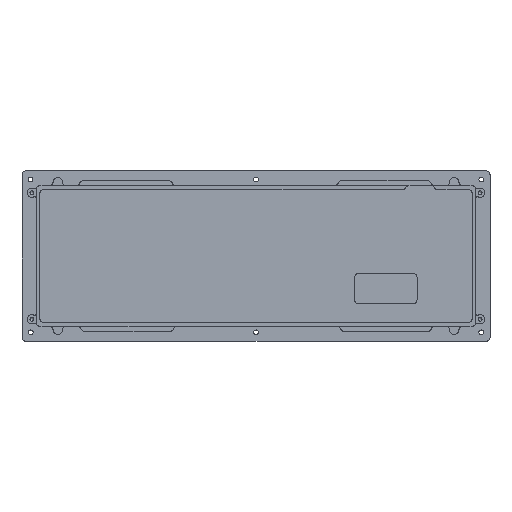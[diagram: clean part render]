
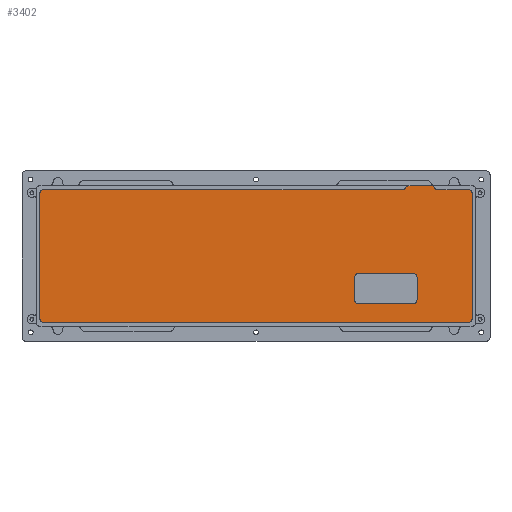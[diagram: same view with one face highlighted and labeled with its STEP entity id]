
A CAD part, top view. The second image highlights one B-rep face of the part: STEP entity #3402.
In plain terms, the highlighted planar face has unit normal (0, 0, 1).
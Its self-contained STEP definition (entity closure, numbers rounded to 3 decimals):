
#43=FACE_BOUND('',#593,.T.);
#374=FACE_OUTER_BOUND('',#592,.T.);
#592=EDGE_LOOP('',(#2810,#2811,#2812,#2813,#2814,#2815,#2816,#2817,#2818,
#2819,#2820,#2821,#2822,#2823));
#593=EDGE_LOOP('',(#2824,#2825,#2826,#2827,#2828,#2829,#2830,#2831));
#717=CIRCLE('',#3567,2.);
#718=CIRCLE('',#3570,2.);
#737=CIRCLE('',#3603,2.);
#739=CIRCLE('',#3607,2.);
#741=CIRCLE('',#3611,2.);
#743=CIRCLE('',#3615,2.);
#817=CIRCLE('',#3712,2.);
#819=CIRCLE('',#3715,2.);
#820=CIRCLE('',#3716,2.);
#821=CIRCLE('',#3717,2.);
#822=CIRCLE('',#3718,2.);
#823=CIRCLE('',#3719,2.);
#933=LINE('',#6311,#1172);
#937=LINE('',#6320,#1176);
#960=LINE('',#6439,#1199);
#964=LINE('',#6451,#1203);
#968=LINE('',#6463,#1207);
#972=LINE('',#6475,#1211);
#1030=LINE('',#6720,#1269);
#1048=LINE('',#6767,#1287);
#1049=LINE('',#6776,#1288);
#1050=LINE('',#6778,#1289);
#1172=VECTOR('',#4030,10.);
#1176=VECTOR('',#4040,10.);
#1199=VECTOR('',#4137,10.);
#1203=VECTOR('',#4149,10.);
#1207=VECTOR('',#4161,10.);
#1211=VECTOR('',#4173,10.);
#1269=VECTOR('',#4397,10.);
#1287=VECTOR('',#4443,10.);
#1288=VECTOR('',#4452,10.);
#1289=VECTOR('',#4455,10.);
#1461=VERTEX_POINT('',#6308);
#1462=VERTEX_POINT('',#6310);
#1463=VERTEX_POINT('',#6314);
#1464=VERTEX_POINT('',#6318);
#1465=VERTEX_POINT('',#6322);
#1495=VERTEX_POINT('',#6429);
#1496=VERTEX_POINT('',#6430);
#1499=VERTEX_POINT('',#6438);
#1501=VERTEX_POINT('',#6444);
#1503=VERTEX_POINT('',#6450);
#1505=VERTEX_POINT('',#6456);
#1507=VERTEX_POINT('',#6462);
#1509=VERTEX_POINT('',#6468);
#1511=VERTEX_POINT('',#6474);
#1614=VERTEX_POINT('',#6717);
#1615=VERTEX_POINT('',#6719);
#1628=VERTEX_POINT('',#6760);
#1630=VERTEX_POINT('',#6766);
#1631=VERTEX_POINT('',#6769);
#1632=VERTEX_POINT('',#6772);
#1633=VERTEX_POINT('',#6773);
#1634=VERTEX_POINT('',#6775);
#1849=EDGE_CURVE('',#1461,#1462,#933,.T.);
#1852=EDGE_CURVE('',#1463,#1461,#717,.T.);
#1854=EDGE_CURVE('',#1464,#1463,#937,.T.);
#1856=EDGE_CURVE('',#1465,#1464,#718,.T.);
#1898=EDGE_CURVE('',#1495,#1496,#737,.T.);
#1902=EDGE_CURVE('',#1495,#1499,#960,.T.);
#1905=EDGE_CURVE('',#1501,#1499,#739,.T.);
#1908=EDGE_CURVE('',#1501,#1503,#964,.T.);
#1911=EDGE_CURVE('',#1505,#1503,#741,.T.);
#1914=EDGE_CURVE('',#1505,#1507,#968,.T.);
#1917=EDGE_CURVE('',#1509,#1507,#743,.T.);
#1920=EDGE_CURVE('',#1509,#1511,#972,.T.);
#2044=EDGE_CURVE('',#1614,#1615,#1030,.T.);
#2067=EDGE_CURVE('',#1628,#1615,#817,.T.);
#2070=EDGE_CURVE('',#1630,#1496,#1048,.T.);
#2071=EDGE_CURVE('',#1628,#1630,#819,.F.);
#2072=EDGE_CURVE('',#1614,#1631,#820,.T.);
#2073=EDGE_CURVE('',#1511,#1631,#821,.F.);
#2074=EDGE_CURVE('',#1632,#1633,#822,.T.);
#2075=EDGE_CURVE('',#1634,#1632,#1049,.T.);
#2076=EDGE_CURVE('',#1462,#1634,#823,.T.);
#2077=EDGE_CURVE('',#1633,#1465,#1050,.T.);
#2810=ORIENTED_EDGE('',*,*,#1898,.T.);
#2811=ORIENTED_EDGE('',*,*,#2070,.F.);
#2812=ORIENTED_EDGE('',*,*,#2071,.F.);
#2813=ORIENTED_EDGE('',*,*,#2067,.T.);
#2814=ORIENTED_EDGE('',*,*,#2044,.F.);
#2815=ORIENTED_EDGE('',*,*,#2072,.T.);
#2816=ORIENTED_EDGE('',*,*,#2073,.F.);
#2817=ORIENTED_EDGE('',*,*,#1920,.F.);
#2818=ORIENTED_EDGE('',*,*,#1917,.T.);
#2819=ORIENTED_EDGE('',*,*,#1914,.F.);
#2820=ORIENTED_EDGE('',*,*,#1911,.T.);
#2821=ORIENTED_EDGE('',*,*,#1908,.F.);
#2822=ORIENTED_EDGE('',*,*,#1905,.T.);
#2823=ORIENTED_EDGE('',*,*,#1902,.F.);
#2824=ORIENTED_EDGE('',*,*,#2074,.F.);
#2825=ORIENTED_EDGE('',*,*,#2075,.F.);
#2826=ORIENTED_EDGE('',*,*,#2076,.F.);
#2827=ORIENTED_EDGE('',*,*,#1849,.F.);
#2828=ORIENTED_EDGE('',*,*,#1852,.F.);
#2829=ORIENTED_EDGE('',*,*,#1854,.F.);
#2830=ORIENTED_EDGE('',*,*,#1856,.F.);
#2831=ORIENTED_EDGE('',*,*,#2077,.F.);
#3265=PLANE('',#3714);
#3402=ADVANCED_FACE('',(#374,#43),#3265,.T.);
#3567=AXIS2_PLACEMENT_3D('',#6316,#4035,#4036);
#3570=AXIS2_PLACEMENT_3D('',#6324,#4044,#4045);
#3603=AXIS2_PLACEMENT_3D('',#6431,#4129,#4130);
#3607=AXIS2_PLACEMENT_3D('',#6445,#4142,#4143);
#3611=AXIS2_PLACEMENT_3D('',#6457,#4154,#4155);
#3615=AXIS2_PLACEMENT_3D('',#6469,#4166,#4167);
#3712=AXIS2_PLACEMENT_3D('',#6761,#4436,#4437);
#3714=AXIS2_PLACEMENT_3D('',#6765,#4441,#4442);
#3715=AXIS2_PLACEMENT_3D('',#6768,#4444,#4445);
#3716=AXIS2_PLACEMENT_3D('',#6770,#4446,#4447);
#3717=AXIS2_PLACEMENT_3D('',#6771,#4448,#4449);
#3718=AXIS2_PLACEMENT_3D('',#6774,#4450,#4451);
#3719=AXIS2_PLACEMENT_3D('',#6777,#4453,#4454);
#4030=DIRECTION('',(0.,1.,0.));
#4035=DIRECTION('center_axis',(0.,0.,1.));
#4036=DIRECTION('ref_axis',(0.707,-0.707,0.));
#4040=DIRECTION('',(1.,0.,0.));
#4044=DIRECTION('center_axis',(0.,0.,1.));
#4045=DIRECTION('ref_axis',(-0.707,-0.707,0.));
#4129=DIRECTION('center_axis',(0.,0.,1.));
#4130=DIRECTION('ref_axis',(0.707,0.707,0.));
#4137=DIRECTION('',(0.,-1.,0.));
#4142=DIRECTION('center_axis',(0.,0.,1.));
#4143=DIRECTION('ref_axis',(0.707,-0.707,0.));
#4149=DIRECTION('',(-1.,0.,0.));
#4154=DIRECTION('center_axis',(0.,0.,1.));
#4155=DIRECTION('ref_axis',(-0.707,-0.707,0.));
#4161=DIRECTION('',(0.,1.,0.));
#4166=DIRECTION('center_axis',(0.,0.,1.));
#4167=DIRECTION('ref_axis',(-0.707,0.707,0.));
#4173=DIRECTION('',(1.,0.,0.));
#4397=DIRECTION('',(1.,0.,0.));
#4436=DIRECTION('center_axis',(0.,0.,1.));
#4437=DIRECTION('ref_axis',(0.53,0.848,0.));
#4441=DIRECTION('center_axis',(0.,0.,1.));
#4442=DIRECTION('ref_axis',(-1.,0.,0.));
#4443=DIRECTION('',(1.,0.,0.));
#4444=DIRECTION('center_axis',(0.,0.,-1.));
#4445=DIRECTION('ref_axis',(-0.5,-0.866,0.));
#4446=DIRECTION('center_axis',(0.,0.,1.));
#4447=DIRECTION('ref_axis',(-0.53,0.848,0.));
#4448=DIRECTION('center_axis',(0.,0.,-1.));
#4449=DIRECTION('ref_axis',(0.5,-0.866,0.));
#4450=DIRECTION('center_axis',(0.,0.,1.));
#4451=DIRECTION('ref_axis',(-0.707,0.707,0.));
#4452=DIRECTION('',(-1.,0.,0.));
#4453=DIRECTION('center_axis',(0.,0.,1.));
#4454=DIRECTION('ref_axis',(0.707,0.707,0.));
#4455=DIRECTION('',(0.,-1.,0.));
#6308=CARTESIAN_POINT('',(211.55,-62.706,1.));
#6310=CARTESIAN_POINT('',(211.55,-50.006,1.));
#6311=CARTESIAN_POINT('',(211.55,-44.053,1.));
#6314=CARTESIAN_POINT('',(209.55,-64.706,1.));
#6316=CARTESIAN_POINT('Origin',(209.55,-62.706,1.));
#6318=CARTESIAN_POINT('',(178.594,-64.706,1.));
#6320=CARTESIAN_POINT('',(165.497,-64.706,1.));
#6322=CARTESIAN_POINT('',(176.594,-62.706,1.));
#6324=CARTESIAN_POINT('Origin',(178.594,-62.706,1.));
#6429=CARTESIAN_POINT('',(242.388,-3.,1.));
#6430=CARTESIAN_POINT('',(240.388,-1.,1.));
#6431=CARTESIAN_POINT('Origin',(240.388,-3.,1.));
#6438=CARTESIAN_POINT('',(242.388,-73.2,1.));
#6439=CARTESIAN_POINT('',(242.388,-75.2,1.));
#6444=CARTESIAN_POINT('',(240.388,-75.2,1.));
#6445=CARTESIAN_POINT('Origin',(240.388,-73.2,1.));
#6450=CARTESIAN_POINT('',(2.5,-75.2,1.));
#6451=CARTESIAN_POINT('',(0.5,-75.2,1.));
#6456=CARTESIAN_POINT('',(0.5,-73.2,1.));
#6457=CARTESIAN_POINT('Origin',(2.5,-73.2,1.));
#6462=CARTESIAN_POINT('',(0.5,-3.,1.));
#6463=CARTESIAN_POINT('',(0.5,-1.,1.));
#6468=CARTESIAN_POINT('',(2.5,-1.,1.));
#6469=CARTESIAN_POINT('Origin',(2.5,-3.,1.));
#6474=CARTESIAN_POINT('',(203.299,-1.,1.));
#6475=CARTESIAN_POINT('',(242.388,-1.,1.));
#6717=CARTESIAN_POINT('',(206.896,1.25,1.));
#6719=CARTESIAN_POINT('',(219.57,1.25,1.));
#6720=CARTESIAN_POINT('',(164.603,1.25,1.));
#6760=CARTESIAN_POINT('',(221.369,0.125,1.));
#6761=CARTESIAN_POINT('Origin',(219.57,-0.75,1.));
#6765=CARTESIAN_POINT('Origin',(121.444,-38.1,1.));
#6766=CARTESIAN_POINT('',(223.167,-1.,1.));
#6767=CARTESIAN_POINT('',(242.388,-1.,1.));
#6768=CARTESIAN_POINT('Origin',(223.167,1.,1.));
#6769=CARTESIAN_POINT('',(205.097,0.125,1.));
#6770=CARTESIAN_POINT('Origin',(206.896,-0.75,1.));
#6771=CARTESIAN_POINT('Origin',(203.299,1.,1.));
#6772=CARTESIAN_POINT('',(178.594,-48.006,1.));
#6773=CARTESIAN_POINT('',(176.594,-50.006,1.));
#6774=CARTESIAN_POINT('Origin',(178.594,-50.006,1.));
#6775=CARTESIAN_POINT('',(209.55,-48.006,1.));
#6776=CARTESIAN_POINT('',(150.019,-48.006,1.));
#6777=CARTESIAN_POINT('Origin',(209.55,-50.006,1.));
#6778=CARTESIAN_POINT('',(176.594,-50.403,1.));
